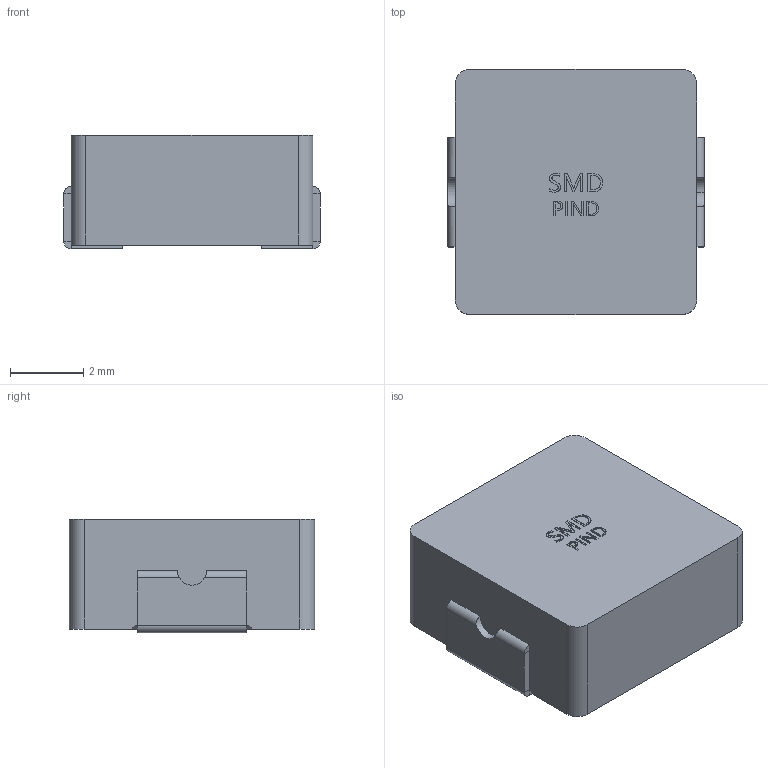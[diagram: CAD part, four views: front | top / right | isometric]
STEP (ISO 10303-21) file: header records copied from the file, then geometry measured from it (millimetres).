
FILE_DESCRIPTION (( 'STEP AP214' ), '1' );
FILE_NAME ('SMD-PIND_L6.6-W7.1-H3.0.step', '2022-07-26T08:59:47', ( '' ), ( '' ), 'SwSTEP 2.0', 'SolidWorks 2020', '' );
FILE_SCHEMA (( 'AUTOMOTIVE_DESIGN' ));
Length unit declared in the file: millimetre
Products named in the file (1): SMD-PIND_L6.6-W7.1-H3.0
Bounding box: 7 x 6.7 x 3.1 mm (x, y, z)
Volume: 134.7 mm3; surface area: 173 mm2
Topology: 14 solids, 14 shells, 437 faces, 1156 edges, 764 vertices
Faces by surface type: plane 278, bspline 146, cylinder 13
Entity records: 21262 total; most frequent: CARTESIAN_POINT 6444, ORIENTED_EDGE 2312, DIRECTION 1462, EDGE_CURVE 1156, LINE 834, VECTOR 834, VERTEX_POINT 764, EDGE_LOOP 466
